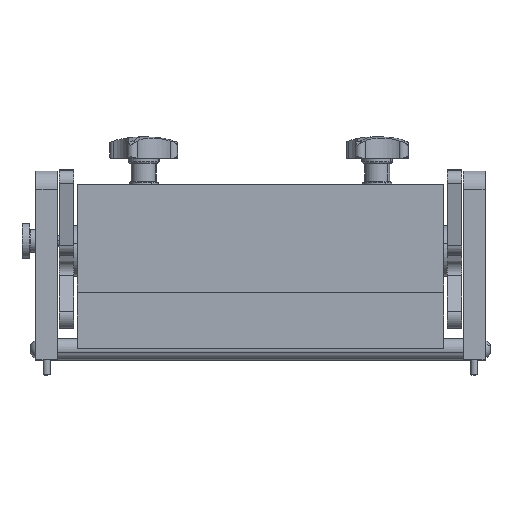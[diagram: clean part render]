
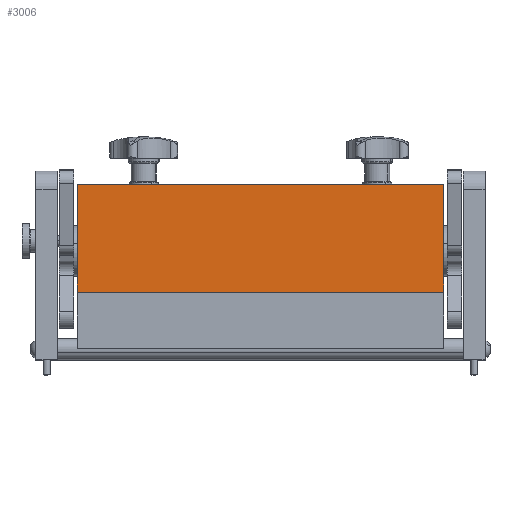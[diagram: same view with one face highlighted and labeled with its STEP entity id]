
A CAD part, top view. The second image highlights one B-rep face of the part: STEP entity #3006.
In plain terms, the highlighted face is planar.
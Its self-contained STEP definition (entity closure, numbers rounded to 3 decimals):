
#260 = EDGE_CURVE ( 'NONE', #11376, #7297, #9826, .T. ) ;
#283 = LINE ( 'NONE', #1215, #5255 ) ;
#285 = CARTESIAN_POINT ( 'NONE',  ( -102., 60., 0. ) ) ;
#530 = VECTOR ( 'NONE', #1664, 1000. ) ;
#768 = EDGE_CURVE ( 'NONE', #7297, #5738, #283, .T. ) ;
#1215 = CARTESIAN_POINT ( 'NONE',  ( 102., 60., 0. ) ) ;
#1664 = DIRECTION ( 'NONE',  ( 0., 1., 0. ) ) ;
#1959 = VECTOR ( 'NONE', #9440, 1000. ) ;
#2032 = VECTOR ( 'NONE', #8943, 1000. ) ;
#2101 = CARTESIAN_POINT ( 'NONE',  ( 102., 0., 0. ) ) ;
#2195 = ORIENTED_EDGE ( 'NONE', *, *, #260, .F. ) ;
#3006 = ADVANCED_FACE ( 'NONE', ( #3265 ), #9534, .F. ) ;
#3265 = FACE_OUTER_BOUND ( 'NONE', #9701, .T. ) ;
#3797 = CARTESIAN_POINT ( 'NONE',  ( -102., 0., 0. ) ) ;
#4585 = VERTEX_POINT ( 'NONE', #3797 ) ;
#4615 = LINE ( 'NONE', #8290, #2032 ) ;
#4873 = DIRECTION ( 'NONE',  ( -1., 0., 0. ) ) ;
#5241 = CARTESIAN_POINT ( 'NONE',  ( 102., 60., 0. ) ) ;
#5255 = VECTOR ( 'NONE', #4873, 1000. ) ;
#5738 = VERTEX_POINT ( 'NONE', #8631 ) ;
#6028 = DIRECTION ( 'NONE',  ( 0., 0., 1. ) ) ;
#6331 = CARTESIAN_POINT ( 'NONE',  ( 102., 60., 0. ) ) ;
#7297 = VERTEX_POINT ( 'NONE', #5241 ) ;
#7331 = ORIENTED_EDGE ( 'NONE', *, *, #11606, .T. ) ;
#7452 = ORIENTED_EDGE ( 'NONE', *, *, #7594, .T. ) ;
#7594 = EDGE_CURVE ( 'NONE', #4585, #5738, #8381, .T. ) ;
#8290 = CARTESIAN_POINT ( 'NONE',  ( 102., 0., 0. ) ) ;
#8381 = LINE ( 'NONE', #285, #1959 ) ;
#8631 = CARTESIAN_POINT ( 'NONE',  ( -102., 60., 0. ) ) ;
#8943 = DIRECTION ( 'NONE',  ( -1., 0., 0. ) ) ;
#9417 = ORIENTED_EDGE ( 'NONE', *, *, #768, .F. ) ;
#9440 = DIRECTION ( 'NONE',  ( 0., 1., 0. ) ) ;
#9534 = PLANE ( 'NONE',  #11386 ) ;
#9701 = EDGE_LOOP ( 'NONE', ( #7452, #9417, #2195, #7331 ) ) ;
#9704 = CARTESIAN_POINT ( 'NONE',  ( 102., 60., 0. ) ) ;
#9826 = LINE ( 'NONE', #6331, #530 ) ;
#10472 = DIRECTION ( 'NONE',  ( 0., -1., 0. ) ) ;
#11376 = VERTEX_POINT ( 'NONE', #2101 ) ;
#11386 = AXIS2_PLACEMENT_3D ( 'NONE', #9704, #6028, #10472 ) ;
#11606 = EDGE_CURVE ( 'NONE', #11376, #4585, #4615, .T. ) ;
